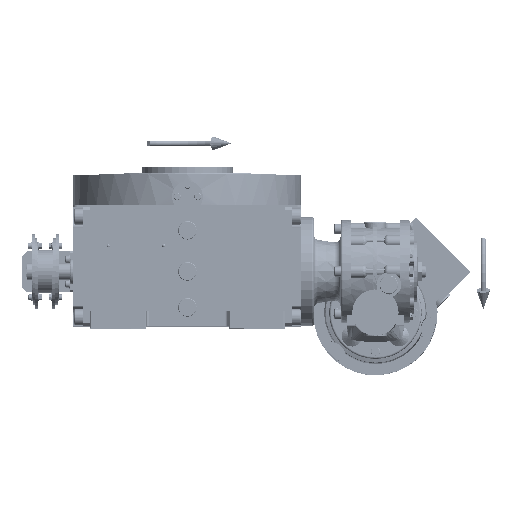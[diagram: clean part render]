
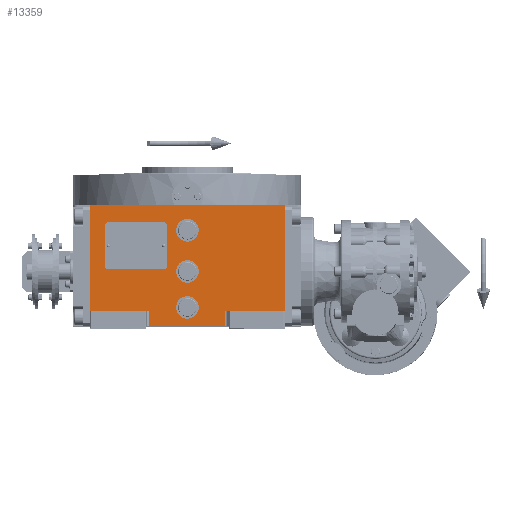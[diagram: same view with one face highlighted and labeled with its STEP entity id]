
A CAD part, top view. The second image highlights one B-rep face of the part: STEP entity #13359.
In plain terms, the highlighted planar face has unit normal (0, 0, 1).
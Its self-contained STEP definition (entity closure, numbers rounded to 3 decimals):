
#61 = CARTESIAN_POINT ( 'NONE',  ( 0., 0., 163.5 ) ) ;
#1235 = ORIENTED_EDGE ( 'NONE', *, *, #140790, .F. ) ;
#1411 = DIRECTION ( 'NONE',  ( 0., 1., 0. ) ) ;
#1765 = DIRECTION ( 'NONE',  ( 0., 1., 0. ) ) ;
#3461 = VERTEX_POINT ( 'NONE', #165026 ) ;
#6246 = CARTESIAN_POINT ( 'NONE',  ( 11., 40., 163.5 ) ) ;
#6750 = CARTESIAN_POINT ( 'NONE',  ( 94.5, -38.5, 163.5 ) ) ;
#6915 = CARTESIAN_POINT ( 'NONE',  ( 0., -35., 163.5 ) ) ;
#7355 = CARTESIAN_POINT ( 'NONE',  ( 94.5, -38.5, 163.5 ) ) ;
#8747 = CIRCLE ( 'NONE', #11419, 11. ) ;
#9094 = ORIENTED_EDGE ( 'NONE', *, *, #85437, .F. ) ;
#10086 = DIRECTION ( 'NONE',  ( 0., 1., 0. ) ) ;
#11419 = AXIS2_PLACEMENT_3D ( 'NONE', #61, #138741, #139570 ) ;
#11925 = DIRECTION ( 'NONE',  ( 1., 0., 0. ) ) ;
#12228 = CARTESIAN_POINT ( 'NONE',  ( 11., 0., 163.5 ) ) ;
#13359 = ADVANCED_FACE ( 'NONE', ( #164646, #60458, #24318, #49505 ), #115114, .T. ) ;
#13606 = ORIENTED_EDGE ( 'NONE', *, *, #94523, .T. ) ;
#14340 = LINE ( 'NONE', #164810, #82096 ) ;
#15669 = DIRECTION ( 'NONE',  ( 1., 0., 0. ) ) ;
#18999 = VERTEX_POINT ( 'NONE', #112738 ) ;
#20519 = ORIENTED_EDGE ( 'NONE', *, *, #58827, .T. ) ;
#22663 = ORIENTED_EDGE ( 'NONE', *, *, #31620, .F. ) ;
#24318 = FACE_BOUND ( 'NONE', #124141, .T. ) ;
#25144 = DIRECTION ( 'NONE',  ( 0., 0., 1. ) ) ;
#27377 = EDGE_CURVE ( 'NONE', #3461, #154719, #126659, .T. ) ;
#28980 = CIRCLE ( 'NONE', #63923, 11. ) ;
#29131 = VERTEX_POINT ( 'NONE', #139336 ) ;
#30827 = EDGE_CURVE ( 'NONE', #135346, #58383, #73816, .T. ) ;
#31620 = EDGE_CURVE ( 'NONE', #86166, #57221, #58736, .T. ) ;
#33480 = AXIS2_PLACEMENT_3D ( 'NONE', #149389, #124152, #35042 ) ;
#34430 = CARTESIAN_POINT ( 'NONE',  ( -94.5, -53.5, 163.5 ) ) ;
#34466 = LINE ( 'NONE', #6750, #153144 ) ;
#35042 = DIRECTION ( 'NONE',  ( 1., 0., 0. ) ) ;
#35888 = AXIS2_PLACEMENT_3D ( 'NONE', #76139, #166051, #102181 ) ;
#39464 = LINE ( 'NONE', #65503, #160833 ) ;
#40881 = DIRECTION ( 'NONE',  ( 0., 0., 1. ) ) ;
#48057 = CARTESIAN_POINT ( 'NONE',  ( -94.5, -38.5, 163.5 ) ) ;
#49505 = FACE_OUTER_BOUND ( 'NONE', #73801, .T. ) ;
#50987 = CARTESIAN_POINT ( 'NONE',  ( -37., -53.5, 163.5 ) ) ;
#51135 = LINE ( 'NONE', #65402, #136938 ) ;
#53224 = CARTESIAN_POINT ( 'NONE',  ( -11., -35., 163.5 ) ) ;
#57175 = VERTEX_POINT ( 'NONE', #135068 ) ;
#57221 = VERTEX_POINT ( 'NONE', #147708 ) ;
#57347 = EDGE_CURVE ( 'NONE', #141777, #57175, #63032, .T. ) ;
#58383 = VERTEX_POINT ( 'NONE', #72797 ) ;
#58736 = CIRCLE ( 'NONE', #120548, 11. ) ;
#58827 = EDGE_CURVE ( 'NONE', #18999, #76284, #111929, .T. ) ;
#60458 = FACE_BOUND ( 'NONE', #137805, .T. ) ;
#62274 = DIRECTION ( 'NONE',  ( 1., 0., 0. ) ) ;
#62782 = VERTEX_POINT ( 'NONE', #92116 ) ;
#63032 = CIRCLE ( 'NONE', #33480, 11. ) ;
#63923 = AXIS2_PLACEMENT_3D ( 'NONE', #68575, #40881, #15669 ) ;
#65351 = ORIENTED_EDGE ( 'NONE', *, *, #124878, .F. ) ;
#65402 = CARTESIAN_POINT ( 'NONE',  ( -37., -53.5, 163.5 ) ) ;
#65423 = CIRCLE ( 'NONE', #35888, 11. ) ;
#65503 = CARTESIAN_POINT ( 'NONE',  ( 37., -38.5, 163.5 ) ) ;
#68575 = CARTESIAN_POINT ( 'NONE',  ( 0., -35., 163.5 ) ) ;
#69018 = ORIENTED_EDGE ( 'NONE', *, *, #145727, .T. ) ;
#71520 = EDGE_LOOP ( 'NONE', ( #137880, #111633 ) ) ;
#72797 = CARTESIAN_POINT ( 'NONE',  ( 94.5, 64.5, 163.5 ) ) ;
#73801 = EDGE_LOOP ( 'NONE', ( #78757, #65351, #20519, #13606, #116149, #9094, #69018, #114751 ) ) ;
#73816 = LINE ( 'NONE', #154261, #157972 ) ;
#76139 = CARTESIAN_POINT ( 'NONE',  ( 0., 40., 163.5 ) ) ;
#76284 = VERTEX_POINT ( 'NONE', #7355 ) ;
#77940 = ORIENTED_EDGE ( 'NONE', *, *, #163685, .F. ) ;
#78757 = ORIENTED_EDGE ( 'NONE', *, *, #157852, .T. ) ;
#80177 = VECTOR ( 'NONE', #11925, 1000. ) ;
#81635 = CIRCLE ( 'NONE', #97827, 11. ) ;
#82096 = VECTOR ( 'NONE', #1765, 1000. ) ;
#85437 = EDGE_CURVE ( 'NONE', #62782, #135346, #14340, .T. ) ;
#85706 = DIRECTION ( 'NONE',  ( 1., 0., 0. ) ) ;
#86166 = VERTEX_POINT ( 'NONE', #53224 ) ;
#87425 = VERTEX_POINT ( 'NONE', #163429 ) ;
#92116 = CARTESIAN_POINT ( 'NONE',  ( -94.5, -38.5, 163.5 ) ) ;
#92740 = DIRECTION ( 'NONE',  ( -1., 0., 0. ) ) ;
#94523 = EDGE_CURVE ( 'NONE', #76284, #58383, #34466, .T. ) ;
#97827 = AXIS2_PLACEMENT_3D ( 'NONE', #112579, #25144, #162171 ) ;
#98471 = EDGE_CURVE ( 'NONE', #57175, #141777, #8747, .T. ) ;
#99229 = VECTOR ( 'NONE', #1411, 1000. ) ;
#100806 = DIRECTION ( 'NONE',  ( 0., 0., 1. ) ) ;
#102181 = DIRECTION ( 'NONE',  ( -1., 0., 0. ) ) ;
#105326 = DIRECTION ( 'NONE',  ( 0., 0., 1. ) ) ;
#107304 = AXIS2_PLACEMENT_3D ( 'NONE', #34430, #100806, #85706 ) ;
#111633 = ORIENTED_EDGE ( 'NONE', *, *, #98471, .F. ) ;
#111929 = LINE ( 'NONE', #113590, #154573 ) ;
#112579 = CARTESIAN_POINT ( 'NONE',  ( 0., 40., 163.5 ) ) ;
#112738 = CARTESIAN_POINT ( 'NONE',  ( 37., -38.5, 163.5 ) ) ;
#113590 = CARTESIAN_POINT ( 'NONE',  ( 37., -38.5, 163.5 ) ) ;
#114751 = ORIENTED_EDGE ( 'NONE', *, *, #27377, .F. ) ;
#115114 = PLANE ( 'NONE',  #107304 ) ;
#116149 = ORIENTED_EDGE ( 'NONE', *, *, #30827, .F. ) ;
#116805 = DIRECTION ( 'NONE',  ( 0., -1., 0. ) ) ;
#117816 = CARTESIAN_POINT ( 'NONE',  ( -37., -38.5, 163.5 ) ) ;
#120548 = AXIS2_PLACEMENT_3D ( 'NONE', #6915, #105326, #92740 ) ;
#124141 = EDGE_LOOP ( 'NONE', ( #1235, #77940 ) ) ;
#124152 = DIRECTION ( 'NONE',  ( 0., 0., 1. ) ) ;
#124878 = EDGE_CURVE ( 'NONE', #18999, #87425, #39464, .T. ) ;
#125919 = DIRECTION ( 'NONE',  ( 1., 0., 0. ) ) ;
#126659 = LINE ( 'NONE', #50987, #99229 ) ;
#135068 = CARTESIAN_POINT ( 'NONE',  ( -11., 0., 163.5 ) ) ;
#135346 = VERTEX_POINT ( 'NONE', #142071 ) ;
#136893 = ORIENTED_EDGE ( 'NONE', *, *, #155601, .F. ) ;
#136938 = VECTOR ( 'NONE', #142725, 1000. ) ;
#137805 = EDGE_LOOP ( 'NONE', ( #136893, #22663 ) ) ;
#137880 = ORIENTED_EDGE ( 'NONE', *, *, #57347, .F. ) ;
#138741 = DIRECTION ( 'NONE',  ( 0., 0., 1. ) ) ;
#139336 = CARTESIAN_POINT ( 'NONE',  ( -11., 40., 163.5 ) ) ;
#139570 = DIRECTION ( 'NONE',  ( -1., 0., 0. ) ) ;
#140790 = EDGE_CURVE ( 'NONE', #144114, #29131, #81635, .T. ) ;
#141777 = VERTEX_POINT ( 'NONE', #12228 ) ;
#142071 = CARTESIAN_POINT ( 'NONE',  ( -94.5, 64.5, 163.5 ) ) ;
#142725 = DIRECTION ( 'NONE',  ( 1., 0., 0. ) ) ;
#144114 = VERTEX_POINT ( 'NONE', #6246 ) ;
#145727 = EDGE_CURVE ( 'NONE', #62782, #154719, #163220, .T. ) ;
#147708 = CARTESIAN_POINT ( 'NONE',  ( 11., -35., 163.5 ) ) ;
#149389 = CARTESIAN_POINT ( 'NONE',  ( 0., 0., 163.5 ) ) ;
#153144 = VECTOR ( 'NONE', #10086, 1000. ) ;
#154261 = CARTESIAN_POINT ( 'NONE',  ( -94.5, 64.5, 163.5 ) ) ;
#154573 = VECTOR ( 'NONE', #62274, 1000. ) ;
#154719 = VERTEX_POINT ( 'NONE', #117816 ) ;
#155601 = EDGE_CURVE ( 'NONE', #57221, #86166, #28980, .T. ) ;
#157852 = EDGE_CURVE ( 'NONE', #3461, #87425, #51135, .T. ) ;
#157972 = VECTOR ( 'NONE', #125919, 1000. ) ;
#160833 = VECTOR ( 'NONE', #116805, 1000. ) ;
#162171 = DIRECTION ( 'NONE',  ( 1., 0., 0. ) ) ;
#163220 = LINE ( 'NONE', #48057, #80177 ) ;
#163429 = CARTESIAN_POINT ( 'NONE',  ( 37., -53.5, 163.5 ) ) ;
#163685 = EDGE_CURVE ( 'NONE', #29131, #144114, #65423, .T. ) ;
#164646 = FACE_BOUND ( 'NONE', #71520, .T. ) ;
#164810 = CARTESIAN_POINT ( 'NONE',  ( -94.5, -38.5, 163.5 ) ) ;
#165026 = CARTESIAN_POINT ( 'NONE',  ( -37., -53.5, 163.5 ) ) ;
#166051 = DIRECTION ( 'NONE',  ( 0., 0., 1. ) ) ;
